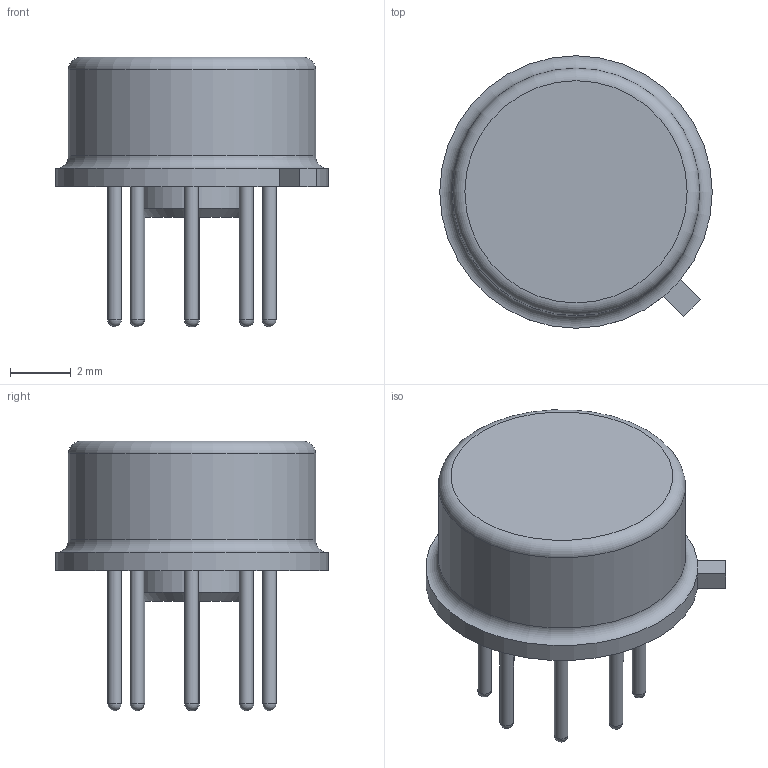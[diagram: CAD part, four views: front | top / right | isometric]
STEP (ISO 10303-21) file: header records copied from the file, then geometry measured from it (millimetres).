
FILE_DESCRIPTION(/* description */ (''),/* implementation_level */ '2;1');
FILE_NAME(/* name */ 'TO-99.step',/* time_stamp */ '2021-10-13T23:11:58+03:00',/* author */ (''),/* organization */ (''),/* preprocessor_version */ 'ST-DEVELOPER v18.1',/* originating_system */ 'Autodesk Translation Framework v10.10.0.1391',/* authorisation */ '');
FILE_SCHEMA (('AUTOMOTIVE_DESIGN { 1 0 10303 214 3 1 1 }'));
Length unit declared in the file: millimetre
Products named in the file (1): TO-99
Bounding box: 8.96 x 8.96 x 8.86 mm (x, y, z)
Volume: 239.3 mm3; surface area: 322.7 mm2
Topology: 10 solids, 10 shells, 40 faces, 69 edges, 42 vertices
Faces by surface type: plane 17, cylinder 11, sphere 8, torus 3, cone 1
Full cylindrical faces by diameter (mm): 0.45 x8, 3.81 x1, 8.13 x1
Entity records: 981 total; most frequent: DIRECTION 183, CARTESIAN_POINT 144, ORIENTED_EDGE 122, AXIS2_PLACEMENT_3D 81, EDGE_CURVE 61, VERTEX_POINT 42, EDGE_LOOP 41, FACE_OUTER_BOUND 40
